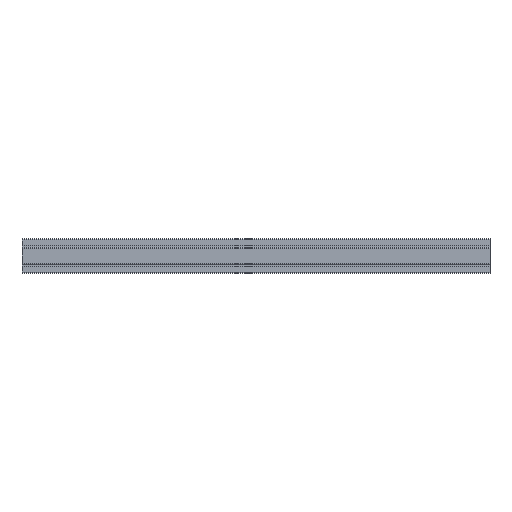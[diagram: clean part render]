
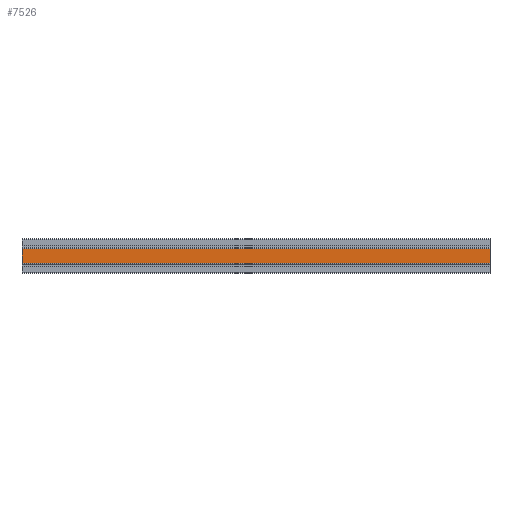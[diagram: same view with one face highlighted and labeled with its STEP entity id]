
A CAD part, left-side view. The second image highlights one B-rep face of the part: STEP entity #7526.
In plain terms, the highlighted planar face has unit normal (-1, 0, 0).
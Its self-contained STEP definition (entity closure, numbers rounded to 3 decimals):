
#220=PLANE('',#8193);
#582=FACE_OUTER_BOUND('',#955,.T.);
#955=EDGE_LOOP('',(#6058,#6059,#6060,#6061));
#1696=LINE('',#12269,#2507);
#1697=LINE('',#12272,#2508);
#1698=LINE('',#12274,#2509);
#1699=LINE('',#12275,#2510);
#2507=VECTOR('',#10082,10.);
#2508=VECTOR('',#10085,10.);
#2509=VECTOR('',#10086,10.);
#2510=VECTOR('',#10087,10.);
#3597=VERTEX_POINT('',#12265);
#3598=VERTEX_POINT('',#12267);
#3599=VERTEX_POINT('',#12271);
#3600=VERTEX_POINT('',#12273);
#4642=EDGE_CURVE('',#3597,#3598,#1696,.T.);
#4643=EDGE_CURVE('',#3599,#3597,#1697,.T.);
#4644=EDGE_CURVE('',#3600,#3598,#1698,.T.);
#4645=EDGE_CURVE('',#3599,#3600,#1699,.T.);
#6058=ORIENTED_EDGE('',*,*,#4643,.T.);
#6059=ORIENTED_EDGE('',*,*,#4642,.T.);
#6060=ORIENTED_EDGE('',*,*,#4644,.F.);
#6061=ORIENTED_EDGE('',*,*,#4645,.F.);
#7526=ADVANCED_FACE('',(#582),#220,.T.);
#8193=AXIS2_PLACEMENT_3D('',#12270,#10083,#10084);
#10082=DIRECTION('',(0.,-1.,0.));
#10083=DIRECTION('center_axis',(-1.,0.,0.));
#10084=DIRECTION('ref_axis',(0.,0.,-1.));
#10085=DIRECTION('',(0.,0.,-1.));
#10086=DIRECTION('',(0.,0.,-1.));
#10087=DIRECTION('',(0.,-1.,0.));
#12265=CARTESIAN_POINT('',(0.,-6328.8,26.671));
#12267=CARTESIAN_POINT('',(0.,-7548.,26.671));
#12269=CARTESIAN_POINT('',(0.,-6328.8,26.671));
#12270=CARTESIAN_POINT('Origin',(0.,-6328.8,63.329));
#12271=CARTESIAN_POINT('',(0.,-6328.8,63.329));
#12272=CARTESIAN_POINT('',(0.,-6328.8,26.671));
#12273=CARTESIAN_POINT('',(0.,-7548.,63.329));
#12274=CARTESIAN_POINT('',(0.,-7548.,26.671));
#12275=CARTESIAN_POINT('',(0.,-6328.8,63.329));
